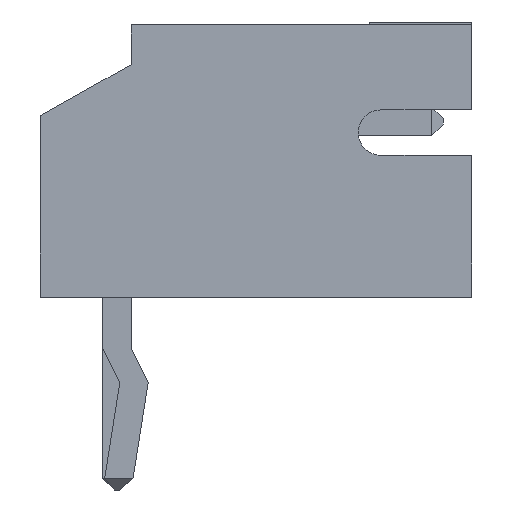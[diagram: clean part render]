
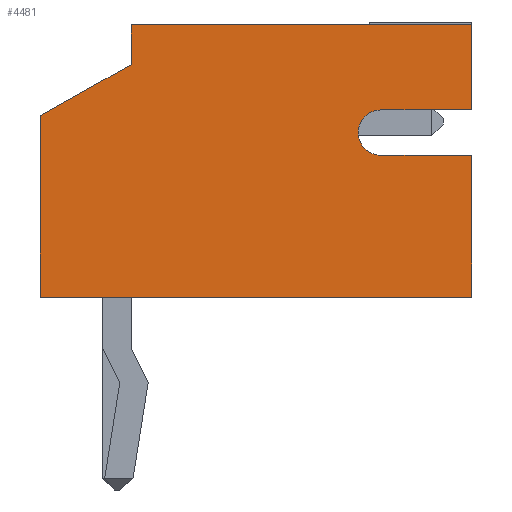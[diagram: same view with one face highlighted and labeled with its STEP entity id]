
A CAD part, left-side view. The second image highlights one B-rep face of the part: STEP entity #4481.
In plain terms, the highlighted planar face has unit normal (-1, 0, 0).
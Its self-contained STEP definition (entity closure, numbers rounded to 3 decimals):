
#2770 = VERTEX_POINT('',#2771);
#2771 = CARTESIAN_POINT('',(-1.95,-6.25,4.8));
#2777 = EDGE_CURVE('',#2770,#2778,#2780,.T.);
#2778 = VERTEX_POINT('',#2779);
#2779 = CARTESIAN_POINT('',(-1.95,-6.25,3.3));
#2780 = LINE('',#2781,#2782);
#2781 = CARTESIAN_POINT('',(-1.95,-6.25,4.8));
#2782 = VECTOR('',#2783,1.);
#2783 = DIRECTION('',(0.,0.,-1.));
#4434 = EDGE_CURVE('',#4435,#2770,#4437,.T.);
#4435 = VERTEX_POINT('',#4436);
#4436 = CARTESIAN_POINT('',(-1.95,-0.25,4.8));
#4437 = LINE('',#4438,#4439);
#4438 = CARTESIAN_POINT('',(-1.95,-0.25,4.8));
#4439 = VECTOR('',#4440,1.);
#4440 = DIRECTION('',(0.,-1.,0.));
#4481 = ADVANCED_FACE('',(#4482),#4557,.T.);
#4482 = FACE_BOUND('',#4483,.T.);
#4483 = EDGE_LOOP('',(#4484,#4492,#4500,#4508,#4516,#4524,#4532,#4540,
#4549,#4555,#4556));
#4484 = ORIENTED_EDGE('',*,*,#4485,.T.);
#4485 = EDGE_CURVE('',#4435,#4486,#4488,.T.);
#4486 = VERTEX_POINT('',#4487);
#4487 = CARTESIAN_POINT('',(-1.95,-0.25,4.1));
#4488 = LINE('',#4489,#4490);
#4489 = CARTESIAN_POINT('',(-1.95,-0.25,4.8));
#4490 = VECTOR('',#4491,1.);
#4491 = DIRECTION('',(0.,0.,-1.));
#4492 = ORIENTED_EDGE('',*,*,#4493,.T.);
#4493 = EDGE_CURVE('',#4486,#4494,#4496,.T.);
#4494 = VERTEX_POINT('',#4495);
#4495 = CARTESIAN_POINT('',(-1.95,1.35,3.2));
#4496 = LINE('',#4497,#4498);
#4497 = CARTESIAN_POINT('',(-1.95,-0.25,4.1));
#4498 = VECTOR('',#4499,1.);
#4499 = DIRECTION('',(0.,0.872,-0.49
));
#4500 = ORIENTED_EDGE('',*,*,#4501,.T.);
#4501 = EDGE_CURVE('',#4494,#4502,#4504,.T.);
#4502 = VERTEX_POINT('',#4503);
#4503 = CARTESIAN_POINT('',(-1.95,1.35,0.));
#4504 = LINE('',#4505,#4506);
#4505 = CARTESIAN_POINT('',(-1.95,1.35,3.2));
#4506 = VECTOR('',#4507,1.);
#4507 = DIRECTION('',(0.,0.,-1.));
#4508 = ORIENTED_EDGE('',*,*,#4509,.T.);
#4509 = EDGE_CURVE('',#4502,#4510,#4512,.T.);
#4510 = VERTEX_POINT('',#4511);
#4511 = CARTESIAN_POINT('',(-1.95,-6.25,0.));
#4512 = LINE('',#4513,#4514);
#4513 = CARTESIAN_POINT('',(-1.95,1.35,0.));
#4514 = VECTOR('',#4515,1.);
#4515 = DIRECTION('',(0.,-1.,0.));
#4516 = ORIENTED_EDGE('',*,*,#4517,.T.);
#4517 = EDGE_CURVE('',#4510,#4518,#4520,.T.);
#4518 = VERTEX_POINT('',#4519);
#4519 = CARTESIAN_POINT('',(-1.95,-6.25,0.3));
#4520 = LINE('',#4521,#4522);
#4521 = CARTESIAN_POINT('',(-1.95,-6.25,0.));
#4522 = VECTOR('',#4523,1.);
#4523 = DIRECTION('',(0.,0.,1.));
#4524 = ORIENTED_EDGE('',*,*,#4525,.F.);
#4525 = EDGE_CURVE('',#4526,#4518,#4528,.T.);
#4526 = VERTEX_POINT('',#4527);
#4527 = CARTESIAN_POINT('',(-1.95,-6.25,2.5));
#4528 = LINE('',#4529,#4530);
#4529 = CARTESIAN_POINT('',(-1.95,-6.25,4.8));
#4530 = VECTOR('',#4531,1.);
#4531 = DIRECTION('',(0.,0.,-1.));
#4532 = ORIENTED_EDGE('',*,*,#4533,.F.);
#4533 = EDGE_CURVE('',#4534,#4526,#4536,.T.);
#4534 = VERTEX_POINT('',#4535);
#4535 = CARTESIAN_POINT('',(-1.95,-4.65,2.5));
#4536 = LINE('',#4537,#4538);
#4537 = CARTESIAN_POINT('',(-1.95,-2.45,2.5));
#4538 = VECTOR('',#4539,1.);
#4539 = DIRECTION('',(0.,-1.,0.));
#4540 = ORIENTED_EDGE('',*,*,#4541,.T.);
#4541 = EDGE_CURVE('',#4534,#4542,#4544,.T.);
#4542 = VERTEX_POINT('',#4543);
#4543 = CARTESIAN_POINT('',(-1.95,-4.65,3.3));
#4544 = CIRCLE('',#4545,0.4);
#4545 = AXIS2_PLACEMENT_3D('',#4546,#4547,#4548);
#4546 = CARTESIAN_POINT('',(-1.95,-4.65,2.9));
#4547 = DIRECTION('',(1.,0.,0.));
#4548 = DIRECTION('',(0.,0.,1.));
#4549 = ORIENTED_EDGE('',*,*,#4550,.F.);
#4550 = EDGE_CURVE('',#2778,#4542,#4551,.T.);
#4551 = LINE('',#4552,#4553);
#4552 = CARTESIAN_POINT('',(-1.95,-3.25,3.3));
#4553 = VECTOR('',#4554,1.);
#4554 = DIRECTION('',(0.,1.,0.));
#4555 = ORIENTED_EDGE('',*,*,#2777,.F.);
#4556 = ORIENTED_EDGE('',*,*,#4434,.F.);
#4557 = PLANE('',#4558);
#4558 = AXIS2_PLACEMENT_3D('',#4559,#4560,#4561);
#4559 = CARTESIAN_POINT('',(-1.95,-0.25,4.8));
#4560 = DIRECTION('',(-1.,0.,0.));
#4561 = DIRECTION('',(0.,0.,1.));
